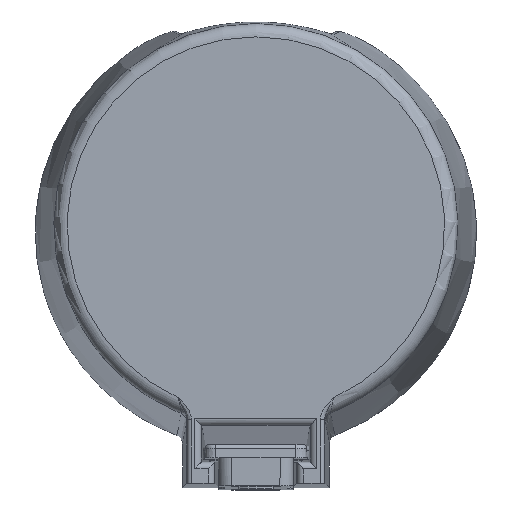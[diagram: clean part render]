
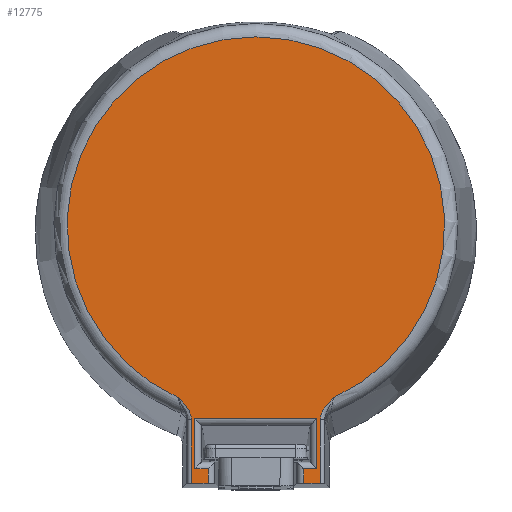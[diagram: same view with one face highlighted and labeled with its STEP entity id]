
A CAD part, front view. The second image highlights one B-rep face of the part: STEP entity #12775.
In plain terms, the highlighted planar face has unit normal (0, -1, 0).
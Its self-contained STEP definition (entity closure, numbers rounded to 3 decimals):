
#57 = VECTOR ( 'NONE', #9380, 1000. ) ;
#341 = CARTESIAN_POINT ( 'NONE',  ( -17.483, 0., -38.711 ) ) ;
#362 = ORIENTED_EDGE ( 'NONE', *, *, #4629, .T. ) ;
#492 = ORIENTED_EDGE ( 'NONE', *, *, #6660, .T. ) ;
#517 = ORIENTED_EDGE ( 'NONE', *, *, #727, .F. ) ;
#584 = DIRECTION ( 'NONE',  ( -1., 0., 0. ) ) ;
#714 = CARTESIAN_POINT ( 'NONE',  ( 0., 0., -54.7 ) ) ;
#727 = EDGE_CURVE ( 'NONE', #8305, #8561, #7169, .T. ) ;
#766 = ORIENTED_EDGE ( 'NONE', *, *, #5176, .F. ) ;
#892 = VECTOR ( 'NONE', #11143, 1000. ) ;
#1176 = CARTESIAN_POINT ( 'NONE',  ( 10.737, 0., -54.7 ) ) ;
#1213 = CARTESIAN_POINT ( 'NONE',  ( 0., 0., -54.7 ) ) ;
#1299 = VECTOR ( 'NONE', #7246, 1000. ) ;
#1311 = CARTESIAN_POINT ( 'NONE',  ( -14.961, 0., -41.751 ) ) ;
#1433 = CARTESIAN_POINT ( 'NONE',  ( -14.509, 0., -43.166 ) ) ;
#1436 = CARTESIAN_POINT ( 'NONE',  ( -14.509, 0., -58. ) ) ;
#1605 = CARTESIAN_POINT ( 'NONE',  ( 10.737, 0., -58. ) ) ;
#1962 = CARTESIAN_POINT ( 'NONE',  ( 17.483, 0., -38.711 ) ) ;
#2040 = DIRECTION ( 'NONE',  ( -1., 0., 0. ) ) ;
#2088 = CARTESIAN_POINT ( 'NONE',  ( 15.207, 0., -41.322 ) ) ;
#2107 = LINE ( 'NONE', #7359, #9872 ) ;
#2168 = EDGE_LOOP ( 'NONE', ( #6996, #362, #517, #8341, #11025, #5893, #9432, #12239, #766, #8199, #10840, #7335, #492, #5313 ) ) ;
#2209 = CARTESIAN_POINT ( 'NONE',  ( 0., 0., 0. ) ) ;
#2234 = EDGE_CURVE ( 'NONE', #5915, #3460, #4100, .T. ) ;
#2279 = VERTEX_POINT ( 'NONE', #1176 ) ;
#2284 = VERTEX_POINT ( 'NONE', #5389 ) ;
#2296 = CARTESIAN_POINT ( 'NONE',  ( -14.609, 0., -42.685 ) ) ;
#2313 = CARTESIAN_POINT ( 'NONE',  ( 10.737, 0., 0. ) ) ;
#2384 = VECTOR ( 'NONE', #2040, 1000. ) ;
#2505 = EDGE_CURVE ( 'NONE', #5378, #2284, #4584, .T. ) ;
#2507 = DIRECTION ( 'NONE',  ( 1., 0., 0. ) ) ;
#2543 = CARTESIAN_POINT ( 'NONE',  ( -13.737, 0., -43.412 ) ) ;
#2760 = B_SPLINE_CURVE_WITH_KNOTS ( 'NONE', 3,
 ( #2935, #6952, #12876, #7928, #2088, #10919, #10986, #6113, #10071, #2814, #7867, #1962 ),
 .UNSPECIFIED., .F., .F.,
 ( 4, 2, 2, 2, 2, 4 ),
 ( 0., 0.001, 0.003, 0.004, 0.005, 0.006 ),
 .UNSPECIFIED. ) ;
#2798 = CARTESIAN_POINT ( 'NONE',  ( 0., 0., 0. ) ) ;
#2814 = CARTESIAN_POINT ( 'NONE',  ( 17.132, 0., -39.062 ) ) ;
#2925 = VERTEX_POINT ( 'NONE', #1436 ) ;
#2935 = CARTESIAN_POINT ( 'NONE',  ( 14.509, 0., -43.668 ) ) ;
#3211 = CARTESIAN_POINT ( 'NONE',  ( -16.104, 0., -40.138 ) ) ;
#3395 = VECTOR ( 'NONE', #8210, 1000. ) ;
#3403 = CARTESIAN_POINT ( 'NONE',  ( 17.483, 0., -38.711 ) ) ;
#3421 = LINE ( 'NONE', #7431, #3395 ) ;
#3460 = VERTEX_POINT ( 'NONE', #3649 ) ;
#3649 = CARTESIAN_POINT ( 'NONE',  ( -14.509, 0., -43.668 ) ) ;
#3744 = CARTESIAN_POINT ( 'NONE',  ( 0., 0., -43.412 ) ) ;
#3969 = DIRECTION ( 'NONE',  ( 0., 0., -1. ) ) ;
#4039 = DIRECTION ( 'NONE',  ( -1., 0., 0. ) ) ;
#4100 = B_SPLINE_CURVE_WITH_KNOTS ( 'NONE', 3,
 ( #341, #12172, #7416, #3211, #11442, #5194, #1311, #2296, #1433, #4266 ),
 .UNSPECIFIED., .F., .F.,
 ( 4, 2, 2, 2, 4 ),
 ( 0., 0.001, 0.003, 0.004, 0.006 ),
 .UNSPECIFIED. ) ;
#4167 = PLANE ( 'NONE',  #9842 ) ;
#4204 = DIRECTION ( 'NONE',  ( 0., 0., -1. ) ) ;
#4211 = CARTESIAN_POINT ( 'NONE',  ( 13.737, 0., 0. ) ) ;
#4266 = CARTESIAN_POINT ( 'NONE',  ( -14.509, 0., -43.668 ) ) ;
#4348 = LINE ( 'NONE', #4211, #57 ) ;
#4584 = LINE ( 'NONE', #8572, #12623 ) ;
#4588 = EDGE_CURVE ( 'NONE', #11832, #8626, #4348, .T. ) ;
#4614 = EDGE_CURVE ( 'NONE', #8305, #9577, #3421, .T. ) ;
#4629 = EDGE_CURVE ( 'NONE', #2279, #8561, #11263, .T. ) ;
#4877 = VECTOR ( 'NONE', #11353, 1000. ) ;
#4931 = VERTEX_POINT ( 'NONE', #9076 ) ;
#5176 = EDGE_CURVE ( 'NONE', #5378, #2925, #5422, .T. ) ;
#5194 = CARTESIAN_POINT ( 'NONE',  ( -15.207, 0., -41.322 ) ) ;
#5280 = CARTESIAN_POINT ( 'NONE',  ( -13.737, 0., 0. ) ) ;
#5313 = ORIENTED_EDGE ( 'NONE', *, *, #4588, .T. ) ;
#5378 = VERTEX_POINT ( 'NONE', #8208 ) ;
#5389 = CARTESIAN_POINT ( 'NONE',  ( -10.737, 0., -54.7 ) ) ;
#5422 = LINE ( 'NONE', #8544, #4877 ) ;
#5893 = ORIENTED_EDGE ( 'NONE', *, *, #9618, .T. ) ;
#5915 = VERTEX_POINT ( 'NONE', #6270 ) ;
#6113 = CARTESIAN_POINT ( 'NONE',  ( 16.611, 0., -39.594 ) ) ;
#6153 = VECTOR ( 'NONE', #2507, 1000. ) ;
#6270 = CARTESIAN_POINT ( 'NONE',  ( -17.483, 0., -38.711 ) ) ;
#6660 = EDGE_CURVE ( 'NONE', #9528, #11832, #7749, .T. ) ;
#6863 = EDGE_CURVE ( 'NONE', #3460, #2925, #2107, .T. ) ;
#6952 = CARTESIAN_POINT ( 'NONE',  ( 14.509, 0., -43.166 ) ) ;
#6996 = ORIENTED_EDGE ( 'NONE', *, *, #12774, .T. ) ;
#7096 = VERTEX_POINT ( 'NONE', #3403 ) ;
#7169 = LINE ( 'NONE', #8138, #2384 ) ;
#7246 = DIRECTION ( 'NONE',  ( 0., 0., 1. ) ) ;
#7335 = ORIENTED_EDGE ( 'NONE', *, *, #11998, .T. ) ;
#7359 = CARTESIAN_POINT ( 'NONE',  ( -14.509, 0., -58. ) ) ;
#7416 = CARTESIAN_POINT ( 'NONE',  ( -16.781, 0., -39.413 ) ) ;
#7431 = CARTESIAN_POINT ( 'NONE',  ( 14.509, 0., -43.041 ) ) ;
#7475 = LINE ( 'NONE', #714, #12276 ) ;
#7749 = LINE ( 'NONE', #3744, #6153 ) ;
#7853 = CARTESIAN_POINT ( 'NONE',  ( 14.509, 0., -58. ) ) ;
#7867 = CARTESIAN_POINT ( 'NONE',  ( 17.309, 0., -38.886 ) ) ;
#7928 = CARTESIAN_POINT ( 'NONE',  ( 14.961, 0., -41.751 ) ) ;
#7971 = LINE ( 'NONE', #1213, #10879 ) ;
#8138 = CARTESIAN_POINT ( 'NONE',  ( 0., 0., -58. ) ) ;
#8148 = EDGE_CURVE ( 'NONE', #9577, #7096, #2760, .T. ) ;
#8199 = ORIENTED_EDGE ( 'NONE', *, *, #2505, .T. ) ;
#8208 = CARTESIAN_POINT ( 'NONE',  ( -10.737, 0., -58. ) ) ;
#8210 = DIRECTION ( 'NONE',  ( 0., 0., 1. ) ) ;
#8234 = DIRECTION ( 'NONE',  ( 0., -1., 0. ) ) ;
#8239 = EDGE_CURVE ( 'NONE', #2284, #4931, #7475, .T. ) ;
#8305 = VERTEX_POINT ( 'NONE', #7853 ) ;
#8341 = ORIENTED_EDGE ( 'NONE', *, *, #4614, .T. ) ;
#8544 = CARTESIAN_POINT ( 'NONE',  ( 0., 0., -58. ) ) ;
#8561 = VERTEX_POINT ( 'NONE', #1605 ) ;
#8572 = CARTESIAN_POINT ( 'NONE',  ( -10.737, 0., 0. ) ) ;
#8626 = VERTEX_POINT ( 'NONE', #12911 ) ;
#8762 = DIRECTION ( 'NONE',  ( 0., 0., 1. ) ) ;
#9076 = CARTESIAN_POINT ( 'NONE',  ( -13.737, 0., -54.7 ) ) ;
#9200 = CIRCLE ( 'NONE', #11482, 42.476 ) ;
#9380 = DIRECTION ( 'NONE',  ( 0., 0., -1. ) ) ;
#9432 = ORIENTED_EDGE ( 'NONE', *, *, #2234, .T. ) ;
#9528 = VERTEX_POINT ( 'NONE', #2543 ) ;
#9577 = VERTEX_POINT ( 'NONE', #11375 ) ;
#9618 = EDGE_CURVE ( 'NONE', #7096, #5915, #9200, .T. ) ;
#9798 = DIRECTION ( 'NONE',  ( 0., 0., -1. ) ) ;
#9842 = AXIS2_PLACEMENT_3D ( 'NONE', #2209, #8234, #3969 ) ;
#9872 = VECTOR ( 'NONE', #4204, 1000. ) ;
#9930 = DIRECTION ( 'NONE',  ( 0., -1., 0. ) ) ;
#10071 = CARTESIAN_POINT ( 'NONE',  ( 16.784, 0., -39.416 ) ) ;
#10840 = ORIENTED_EDGE ( 'NONE', *, *, #8239, .T. ) ;
#10879 = VECTOR ( 'NONE', #4039, 1000. ) ;
#10919 = CARTESIAN_POINT ( 'NONE',  ( 15.778, 0., -40.516 ) ) ;
#10986 = CARTESIAN_POINT ( 'NONE',  ( 16.104, 0., -40.138 ) ) ;
#11025 = ORIENTED_EDGE ( 'NONE', *, *, #8148, .T. ) ;
#11143 = DIRECTION ( 'NONE',  ( 0., 0., -1. ) ) ;
#11263 = LINE ( 'NONE', #2313, #892 ) ;
#11353 = DIRECTION ( 'NONE',  ( -1., 0., 0. ) ) ;
#11375 = CARTESIAN_POINT ( 'NONE',  ( 14.509, 0., -43.668 ) ) ;
#11442 = CARTESIAN_POINT ( 'NONE',  ( -15.778, 0., -40.516 ) ) ;
#11482 = AXIS2_PLACEMENT_3D ( 'NONE', #2798, #9930, #9798 ) ;
#11832 = VERTEX_POINT ( 'NONE', #12283 ) ;
#11998 = EDGE_CURVE ( 'NONE', #4931, #9528, #12194, .T. ) ;
#12172 = CARTESIAN_POINT ( 'NONE',  ( -17.133, 0., -39.063 ) ) ;
#12194 = LINE ( 'NONE', #5280, #1299 ) ;
#12210 = FACE_OUTER_BOUND ( 'NONE', #2168, .T. ) ;
#12239 = ORIENTED_EDGE ( 'NONE', *, *, #6863, .T. ) ;
#12276 = VECTOR ( 'NONE', #584, 1000. ) ;
#12283 = CARTESIAN_POINT ( 'NONE',  ( 13.737, 0., -43.412 ) ) ;
#12623 = VECTOR ( 'NONE', #8762, 1000. ) ;
#12774 = EDGE_CURVE ( 'NONE', #8626, #2279, #7971, .T. ) ;
#12775 = ADVANCED_FACE ( 'NONE', ( #12210 ), #4167, .T. ) ;
#12876 = CARTESIAN_POINT ( 'NONE',  ( 14.609, 0., -42.685 ) ) ;
#12911 = CARTESIAN_POINT ( 'NONE',  ( 13.737, 0., -54.7 ) ) ;
